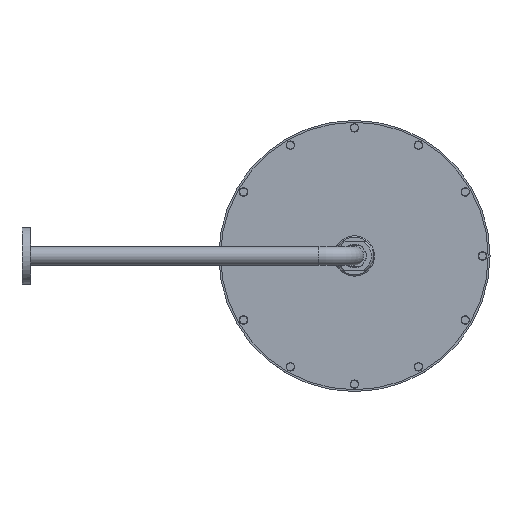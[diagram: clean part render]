
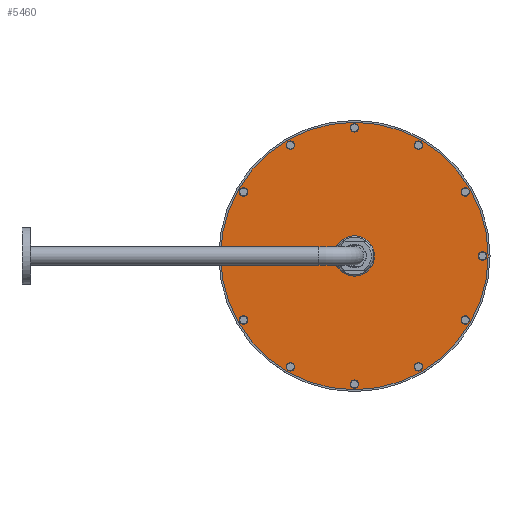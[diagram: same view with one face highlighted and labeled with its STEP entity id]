
A CAD part, top view. The second image highlights one B-rep face of the part: STEP entity #5460.
In plain terms, the highlighted planar face has unit normal (0, 0, 1).
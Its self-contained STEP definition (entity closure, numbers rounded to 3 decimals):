
#737=PLANE('',#8064);
#767=LINE('',#11650,#785);
#768=LINE('',#11655,#786);
#785=VECTOR('',#10031,1000.);
#786=VECTOR('',#10034,1000.);
#1764=ORIENTED_EDGE('',*,*,#2330,.T.);
#1765=ORIENTED_EDGE('',*,*,#2331,.T.);
#1766=ORIENTED_EDGE('',*,*,#2332,.T.);
#1767=ORIENTED_EDGE('',*,*,#2333,.T.);
#1768=ORIENTED_EDGE('',*,*,#2334,.F.);
#1769=ORIENTED_EDGE('',*,*,#2335,.F.);
#1770=ORIENTED_EDGE('',*,*,#2336,.F.);
#1771=ORIENTED_EDGE('',*,*,#2337,.F.);
#1772=ORIENTED_EDGE('',*,*,#2338,.F.);
#1773=ORIENTED_EDGE('',*,*,#2339,.F.);
#1774=ORIENTED_EDGE('',*,*,#2328,.F.);
#1775=ORIENTED_EDGE('',*,*,#2340,.F.);
#1776=ORIENTED_EDGE('',*,*,#2341,.F.);
#1777=ORIENTED_EDGE('',*,*,#2342,.F.);
#1778=ORIENTED_EDGE('',*,*,#2343,.F.);
#1779=ORIENTED_EDGE('',*,*,#2344,.F.);
#1780=ORIENTED_EDGE('',*,*,#2345,.F.);
#2328=EDGE_CURVE('',#2858,#2858,#3374,.T.);
#2330=EDGE_CURVE('',#2860,#2861,#767,.T.);
#2331=EDGE_CURVE('',#2861,#2862,#3376,.T.);
#2332=EDGE_CURVE('',#2862,#2863,#768,.T.);
#2333=EDGE_CURVE('',#2863,#2860,#3377,.T.);
#2334=EDGE_CURVE('',#2864,#2864,#3378,.F.);
#2335=EDGE_CURVE('',#2865,#2865,#3379,.F.);
#2336=EDGE_CURVE('',#2866,#2866,#3380,.F.);
#2337=EDGE_CURVE('',#2867,#2867,#3381,.F.);
#2338=EDGE_CURVE('',#2868,#2868,#3382,.F.);
#2339=EDGE_CURVE('',#2869,#2869,#3383,.F.);
#2340=EDGE_CURVE('',#2870,#2870,#3384,.F.);
#2341=EDGE_CURVE('',#2871,#2871,#3385,.F.);
#2342=EDGE_CURVE('',#2872,#2872,#3386,.F.);
#2343=EDGE_CURVE('',#2873,#2873,#3387,.F.);
#2344=EDGE_CURVE('',#2874,#2874,#3388,.F.);
#2345=EDGE_CURVE('',#2875,#2875,#3389,.F.);
#2858=VERTEX_POINT('',#11646);
#2860=VERTEX_POINT('',#11651);
#2861=VERTEX_POINT('',#11652);
#2862=VERTEX_POINT('',#11654);
#2863=VERTEX_POINT('',#11656);
#2864=VERTEX_POINT('',#11659);
#2865=VERTEX_POINT('',#11661);
#2866=VERTEX_POINT('',#11663);
#2867=VERTEX_POINT('',#11665);
#2868=VERTEX_POINT('',#11667);
#2869=VERTEX_POINT('',#11669);
#2870=VERTEX_POINT('',#11671);
#2871=VERTEX_POINT('',#11673);
#2872=VERTEX_POINT('',#11675);
#2873=VERTEX_POINT('',#11677);
#2874=VERTEX_POINT('',#11679);
#2875=VERTEX_POINT('',#11681);
#3374=CIRCLE('',#8062,152.9);
#3376=CIRCLE('',#8065,20.25);
#3377=CIRCLE('',#8066,20.25);
#3378=CIRCLE('',#8067,4.5);
#3379=CIRCLE('',#8068,4.5);
#3380=CIRCLE('',#8069,4.5);
#3381=CIRCLE('',#8070,4.5);
#3382=CIRCLE('',#8071,4.5);
#3383=CIRCLE('',#8072,4.5);
#3384=CIRCLE('',#8073,4.5);
#3385=CIRCLE('',#8074,4.5);
#3386=CIRCLE('',#8075,4.5);
#3387=CIRCLE('',#8076,4.5);
#3388=CIRCLE('',#8077,4.5);
#3389=CIRCLE('',#8078,4.5);
#4136=EDGE_LOOP('',(#1764,#1765,#1766,#1767));
#4137=EDGE_LOOP('',(#1768));
#4138=EDGE_LOOP('',(#1769));
#4139=EDGE_LOOP('',(#1770));
#4140=EDGE_LOOP('',(#1771));
#4141=EDGE_LOOP('',(#1772));
#4142=EDGE_LOOP('',(#1773));
#4143=EDGE_LOOP('',(#1774));
#4144=EDGE_LOOP('',(#1775));
#4145=EDGE_LOOP('',(#1776));
#4146=EDGE_LOOP('',(#1777));
#4147=EDGE_LOOP('',(#1778));
#4148=EDGE_LOOP('',(#1779));
#4149=EDGE_LOOP('',(#1780));
#4911=FACE_BOUND('',#4136,.T.);
#4912=FACE_BOUND('',#4137,.T.);
#4913=FACE_BOUND('',#4138,.T.);
#4914=FACE_BOUND('',#4139,.T.);
#4915=FACE_BOUND('',#4140,.T.);
#4916=FACE_BOUND('',#4141,.T.);
#4917=FACE_BOUND('',#4142,.T.);
#4918=FACE_BOUND('',#4143,.T.);
#4919=FACE_BOUND('',#4144,.T.);
#4920=FACE_BOUND('',#4145,.T.);
#4921=FACE_BOUND('',#4146,.T.);
#4922=FACE_BOUND('',#4147,.T.);
#4923=FACE_BOUND('',#4148,.T.);
#4924=FACE_BOUND('',#4149,.T.);
#5460=ADVANCED_FACE('',(#4911,#4912,#4913,#4914,#4915,#4916,#4917,#4918,
#4919,#4920,#4921,#4922,#4923,#4924),#737,.F.);
#8062=AXIS2_PLACEMENT_3D('',#11645,#10025,#10026);
#8064=AXIS2_PLACEMENT_3D('',#11649,#10029,#10030);
#8065=AXIS2_PLACEMENT_3D('',#11653,#10032,#10033);
#8066=AXIS2_PLACEMENT_3D('',#11657,#10035,#10036);
#8067=AXIS2_PLACEMENT_3D('',#11658,#10037,#10038);
#8068=AXIS2_PLACEMENT_3D('',#11660,#10039,#10040);
#8069=AXIS2_PLACEMENT_3D('',#11662,#10041,#10042);
#8070=AXIS2_PLACEMENT_3D('',#11664,#10043,#10044);
#8071=AXIS2_PLACEMENT_3D('',#11666,#10045,#10046);
#8072=AXIS2_PLACEMENT_3D('',#11668,#10047,#10048);
#8073=AXIS2_PLACEMENT_3D('',#11670,#10049,#10050);
#8074=AXIS2_PLACEMENT_3D('',#11672,#10051,#10052);
#8075=AXIS2_PLACEMENT_3D('',#11674,#10053,#10054);
#8076=AXIS2_PLACEMENT_3D('',#11676,#10055,#10056);
#8077=AXIS2_PLACEMENT_3D('',#11678,#10057,#10058);
#8078=AXIS2_PLACEMENT_3D('',#11680,#10059,#10060);
#10025=DIRECTION('',(0.,0.,-1.));
#10026=DIRECTION('',(0.,1.,0.));
#10029=DIRECTION('',(0.,0.,-1.));
#10030=DIRECTION('',(0.,-1.,0.));
#10031=DIRECTION('',(-1.,0.,0.));
#10032=DIRECTION('',(0.,0.,-1.));
#10033=DIRECTION('',(0.,1.,0.));
#10034=DIRECTION('',(1.,0.,0.));
#10035=DIRECTION('',(0.,0.,-1.));
#10036=DIRECTION('',(0.,1.,0.));
#10037=DIRECTION('',(0.,0.,-1.));
#10038=DIRECTION('',(0.,-1.,0.));
#10039=DIRECTION('',(0.,0.,-1.));
#10040=DIRECTION('',(0.,-1.,0.));
#10041=DIRECTION('',(0.,0.,-1.));
#10042=DIRECTION('',(0.,-1.,0.));
#10043=DIRECTION('',(0.,0.,-1.));
#10044=DIRECTION('',(0.,-1.,0.));
#10045=DIRECTION('',(0.,0.,-1.));
#10046=DIRECTION('',(0.,-1.,0.));
#10047=DIRECTION('',(0.,0.,-1.));
#10048=DIRECTION('',(0.,-1.,0.));
#10049=DIRECTION('',(0.,0.,-1.));
#10050=DIRECTION('',(0.,-1.,0.));
#10051=DIRECTION('',(0.,0.,-1.));
#10052=DIRECTION('',(0.,-1.,0.));
#10053=DIRECTION('',(0.,0.,-1.));
#10054=DIRECTION('',(0.,-1.,0.));
#10055=DIRECTION('',(0.,0.,-1.));
#10056=DIRECTION('',(0.,-1.,0.));
#10057=DIRECTION('',(0.,0.,-1.));
#10058=DIRECTION('',(0.,-1.,0.));
#10059=DIRECTION('',(0.,0.,-1.));
#10060=DIRECTION('',(0.,-1.,0.));
#11645=CARTESIAN_POINT('',(380.,0.,-74.5));
#11646=CARTESIAN_POINT('',(380.,152.9,-74.5));
#11649=CARTESIAN_POINT('',(380.,0.,-74.5));
#11650=CARTESIAN_POINT('',(405.,-18.4,-74.5));
#11651=CARTESIAN_POINT('',(388.456,-18.4,-74.5));
#11652=CARTESIAN_POINT('',(371.544,-18.4,-74.5));
#11653=CARTESIAN_POINT('',(380.,0.,-74.5));
#11654=CARTESIAN_POINT('',(371.544,18.4,-74.5));
#11655=CARTESIAN_POINT('',(355.,18.4,-74.5));
#11656=CARTESIAN_POINT('',(388.456,18.4,-74.5));
#11657=CARTESIAN_POINT('',(380.,0.,-74.5));
#11658=CARTESIAN_POINT('',(453.2,126.786,-74.5));
#11659=CARTESIAN_POINT('',(453.2,122.286,-74.5));
#11660=CARTESIAN_POINT('',(306.8,126.786,-74.5));
#11661=CARTESIAN_POINT('',(306.8,122.286,-74.5));
#11662=CARTESIAN_POINT('',(233.6,0.,-74.5));
#11663=CARTESIAN_POINT('',(233.6,-4.5,-74.5));
#11664=CARTESIAN_POINT('',(306.8,-126.786,-74.5));
#11665=CARTESIAN_POINT('',(306.8,-131.286,-74.5));
#11666=CARTESIAN_POINT('',(453.2,-126.786,-74.5));
#11667=CARTESIAN_POINT('',(453.2,-131.286,-74.5));
#11668=CARTESIAN_POINT('',(526.4,0.,-74.5));
#11669=CARTESIAN_POINT('',(526.4,-4.5,-74.5));
#11670=CARTESIAN_POINT('',(506.786,-73.2,-74.5));
#11671=CARTESIAN_POINT('',(506.786,-77.7,-74.5));
#11672=CARTESIAN_POINT('',(380.,-146.4,-74.5));
#11673=CARTESIAN_POINT('',(380.,-150.9,-74.5));
#11674=CARTESIAN_POINT('',(253.214,-73.2,-74.5));
#11675=CARTESIAN_POINT('',(253.214,-77.7,-74.5));
#11676=CARTESIAN_POINT('',(253.214,73.2,-74.5));
#11677=CARTESIAN_POINT('',(253.214,68.7,-74.5));
#11678=CARTESIAN_POINT('',(380.,146.4,-74.5));
#11679=CARTESIAN_POINT('',(380.,141.9,-74.5));
#11680=CARTESIAN_POINT('',(506.786,73.2,-74.5));
#11681=CARTESIAN_POINT('',(506.786,68.7,-74.5));
